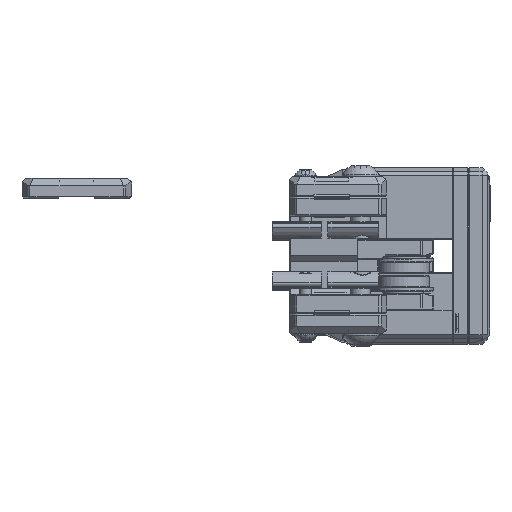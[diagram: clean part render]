
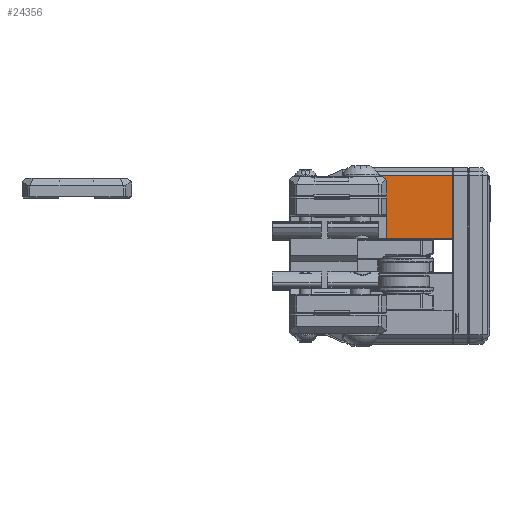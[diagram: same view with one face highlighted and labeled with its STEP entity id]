
A CAD part, left-side view. The second image highlights one B-rep face of the part: STEP entity #24356.
In plain terms, the highlighted face is planar.
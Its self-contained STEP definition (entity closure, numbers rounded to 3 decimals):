
#2870=FACE_OUTER_BOUND('',#4333,.T.);
#4333=EDGE_LOOP('',(#18715,#18716,#18717,#18718,#18719,#18720,#18721,#18722,
#18723));
#6156=LINE('',#47133,#8530);
#6301=LINE('',#47452,#8675);
#6307=LINE('',#47480,#8681);
#6310=LINE('',#47486,#8684);
#6311=LINE('',#47487,#8685);
#6312=LINE('',#47489,#8686);
#6313=LINE('',#47491,#8687);
#6314=LINE('',#47493,#8688);
#6315=LINE('',#47494,#8689);
#8530=VECTOR('',#30069,10.);
#8675=VECTOR('',#30312,10.);
#8681=VECTOR('',#30324,10.);
#8684=VECTOR('',#30329,10.);
#8685=VECTOR('',#30330,10.);
#8686=VECTOR('',#30331,10.);
#8687=VECTOR('',#30332,10.);
#8688=VECTOR('',#30333,10.);
#8689=VECTOR('',#30334,10.);
#10842=VERTEX_POINT('',#47130);
#10843=VERTEX_POINT('',#47132);
#10959=VERTEX_POINT('',#47449);
#10960=VERTEX_POINT('',#47451);
#10967=VERTEX_POINT('',#47479);
#10969=VERTEX_POINT('',#47485);
#10970=VERTEX_POINT('',#47488);
#10971=VERTEX_POINT('',#47490);
#10972=VERTEX_POINT('',#47492);
#13598=EDGE_CURVE('',#10843,#10842,#6156,.T.);
#13755=EDGE_CURVE('',#10959,#10960,#6301,.T.);
#13764=EDGE_CURVE('',#10960,#10967,#6307,.T.);
#13767=EDGE_CURVE('',#10959,#10969,#6310,.T.);
#13768=EDGE_CURVE('',#10969,#10843,#6311,.T.);
#13769=EDGE_CURVE('',#10842,#10970,#6312,.T.);
#13770=EDGE_CURVE('',#10970,#10971,#6313,.T.);
#13771=EDGE_CURVE('',#10972,#10971,#6314,.T.);
#13772=EDGE_CURVE('',#10967,#10972,#6315,.T.);
#18715=ORIENTED_EDGE('',*,*,#13755,.F.);
#18716=ORIENTED_EDGE('',*,*,#13767,.T.);
#18717=ORIENTED_EDGE('',*,*,#13768,.T.);
#18718=ORIENTED_EDGE('',*,*,#13598,.T.);
#18719=ORIENTED_EDGE('',*,*,#13769,.T.);
#18720=ORIENTED_EDGE('',*,*,#13770,.T.);
#18721=ORIENTED_EDGE('',*,*,#13771,.F.);
#18722=ORIENTED_EDGE('',*,*,#13772,.F.);
#18723=ORIENTED_EDGE('',*,*,#13764,.F.);
#23265=PLANE('',#26072);
#24356=ADVANCED_FACE('',(#2870),#23265,.T.);
#26072=AXIS2_PLACEMENT_3D('',#47484,#30327,#30328);
#30069=DIRECTION('',(0.,0.,1.));
#30312=DIRECTION('',(0.,0.,-1.));
#30324=DIRECTION('',(0.,-0.423,0.906));
#30327=DIRECTION('center_axis',(1.,0.,0.));
#30328=DIRECTION('ref_axis',(0.,0.,-1.));
#30329=DIRECTION('',(0.,0.707,0.707));
#30330=DIRECTION('',(0.,1.,0.));
#30331=DIRECTION('',(0.,-1.,0.));
#30332=DIRECTION('',(0.,0.,1.));
#30333=DIRECTION('',(0.,1.,0.));
#30334=DIRECTION('',(0.,0.,1.));
#47130=CARTESIAN_POINT('',(-21.,15.89,0.));
#47132=CARTESIAN_POINT('',(-21.,15.89,-0.011));
#47133=CARTESIAN_POINT('',(-21.,15.89,6.75));
#47449=CARTESIAN_POINT('',(-21.,4.25,-1.161));
#47451=CARTESIAN_POINT('',(-21.,4.25,-18.705));
#47452=CARTESIAN_POINT('',(-21.,4.25,10.5));
#47479=CARTESIAN_POINT('',(-21.,-0.456,-8.613));
#47480=CARTESIAN_POINT('',(-21.,-4.321,-0.323));
#47484=CARTESIAN_POINT('Origin',(-21.,0.,21.));
#47485=CARTESIAN_POINT('',(-21.,5.4,-0.011));
#47486=CARTESIAN_POINT('',(-21.,9.103,3.692));
#47487=CARTESIAN_POINT('',(-21.,2.5,-0.011));
#47488=CARTESIAN_POINT('',(-21.,15.69,0.));
#47489=CARTESIAN_POINT('',(-21.,10.,0.));
#47490=CARTESIAN_POINT('',(-21.,15.69,16.8));
#47491=CARTESIAN_POINT('',(-21.,15.69,24.));
#47492=CARTESIAN_POINT('',(-21.,-0.456,16.8));
#47493=CARTESIAN_POINT('',(-21.,6.475,16.8));
#47494=CARTESIAN_POINT('',(-21.,-0.456,19.));
